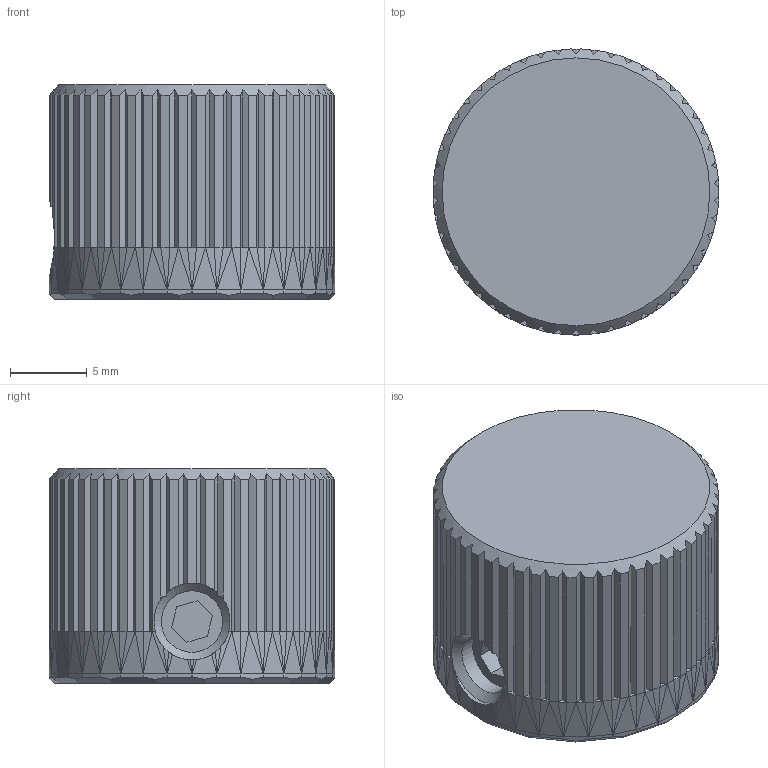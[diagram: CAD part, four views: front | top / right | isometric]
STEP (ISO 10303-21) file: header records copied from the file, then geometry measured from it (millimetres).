
FILE_DESCRIPTION(/* description */ (''),/* implementation_level */ '2;1');
FILE_NAME(/* name */ 'clippard_r701_cap.step',/* time_stamp */ '2020-12-02T21:02:23+01:00',/* author */ (''),/* organization */ (''),/* preprocessor_version */ 'ST-DEVELOPER v18.1',/* originating_system */ 'Autodesk Translation Framework v9.3.0.1241',/* authorisation */ '');
FILE_SCHEMA (('AUTOMOTIVE_DESIGN { 1 0 10303 214 3 1 1 }'));
Length unit declared in the file: millimetre
Products named in the file (1): clippard_r701_cap
Bounding box: 18.6 x 18.6 x 13.95 mm (x, y, z)
Volume: 3593.2 mm3; surface area: 1559.9 mm2
Topology: 1 solids, 1 shells, 507 faces, 1156 edges, 653 vertices
Faces by surface type: plane 497, cylinder 8, cone 2
Full cylindrical faces by diameter (mm): 4 x1, 5 x1
Entity records: 13388 total; most frequent: CARTESIAN_POINT 2627, ORIENTED_EDGE 2312, DIRECTION 2061, EDGE_CURVE 1156, LINE 957, VECTOR 957, VERTEX_POINT 653, AXIS2_PLACEMENT_3D 552
